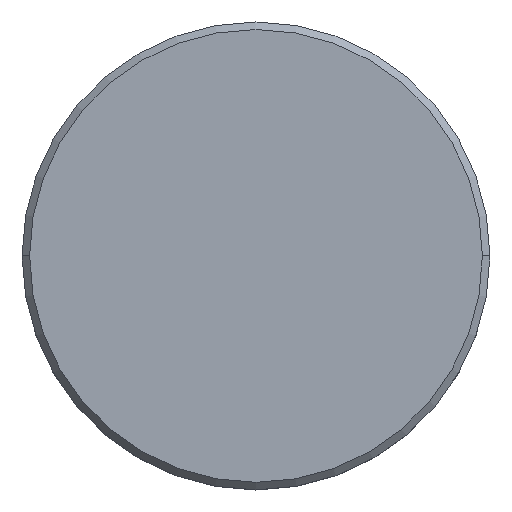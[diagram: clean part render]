
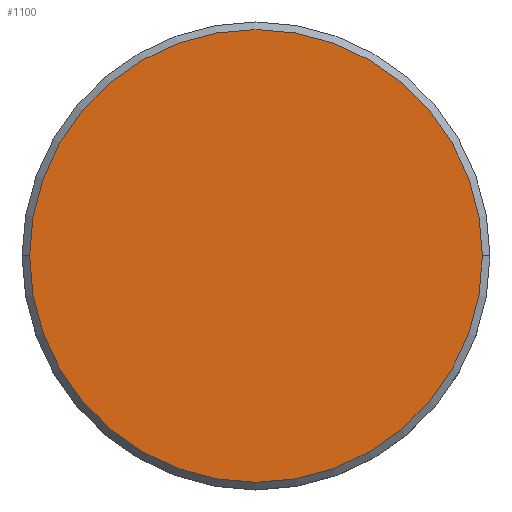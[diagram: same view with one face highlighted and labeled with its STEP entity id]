
A CAD part, top view. The second image highlights one B-rep face of the part: STEP entity #1100.
In plain terms, the highlighted planar face has unit normal (0, 0, 1).
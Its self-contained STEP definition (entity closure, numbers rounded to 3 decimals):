
#59 = CIRCLE ( 'NONE', #76, 15. ) ;
#76 = AXIS2_PLACEMENT_3D ( 'NONE', #316, #771, #240 ) ;
#209 = EDGE_CURVE ( 'NONE', #473, #734, #59, .T. ) ;
#215 = CARTESIAN_POINT ( 'NONE',  ( 0., 0., 0. ) ) ;
#228 = DIRECTION ( 'NONE',  ( 0., 0., 1. ) ) ;
#240 = DIRECTION ( 'NONE',  ( 1., 0., 0. ) ) ;
#259 = CARTESIAN_POINT ( 'NONE',  ( 0., 0., 0. ) ) ;
#277 = ORIENTED_EDGE ( 'NONE', *, *, #209, .T. ) ;
#290 = PLANE ( 'NONE',  #347 ) ;
#316 = CARTESIAN_POINT ( 'NONE',  ( 0., 0., 0. ) ) ;
#347 = AXIS2_PLACEMENT_3D ( 'NONE', #215, #228, #1115 ) ;
#363 = CIRCLE ( 'NONE', #873, 15. ) ;
#377 = FACE_OUTER_BOUND ( 'NONE', #540, .T. ) ;
#473 = VERTEX_POINT ( 'NONE', #1022 ) ;
#540 = EDGE_LOOP ( 'NONE', ( #889, #277 ) ) ;
#628 = DIRECTION ( 'NONE',  ( 0., 0., 1. ) ) ;
#734 = VERTEX_POINT ( 'NONE', #1096 ) ;
#771 = DIRECTION ( 'NONE',  ( 0., 0., 1. ) ) ;
#864 = EDGE_CURVE ( 'NONE', #734, #473, #363, .T. ) ;
#873 = AXIS2_PLACEMENT_3D ( 'NONE', #259, #628, #902 ) ;
#889 = ORIENTED_EDGE ( 'NONE', *, *, #864, .T. ) ;
#902 = DIRECTION ( 'NONE',  ( 1., 0., 0. ) ) ;
#1022 = CARTESIAN_POINT ( 'NONE',  ( 15., 0., 0. ) ) ;
#1096 = CARTESIAN_POINT ( 'NONE',  ( -15., 0., 0. ) ) ;
#1100 = ADVANCED_FACE ( 'NONE', ( #377 ), #290, .T. ) ;
#1115 = DIRECTION ( 'NONE',  ( 1., 0., 0. ) ) ;
